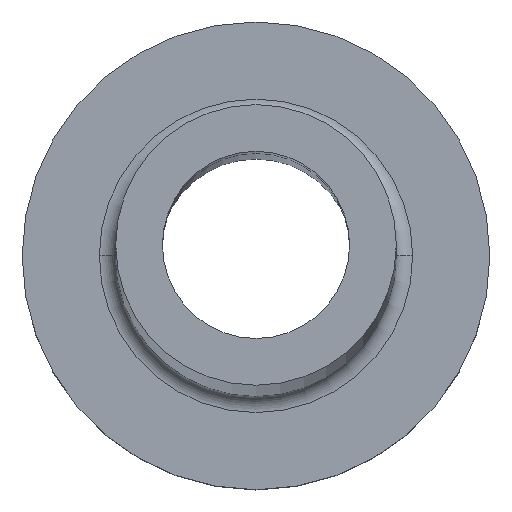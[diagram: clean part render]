
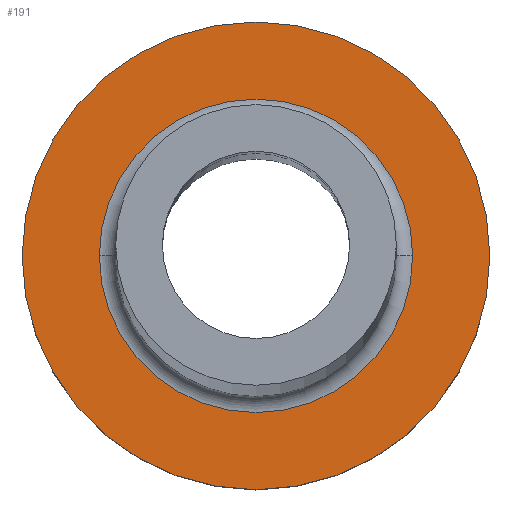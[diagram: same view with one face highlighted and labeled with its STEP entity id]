
A CAD part, top view. The second image highlights one B-rep face of the part: STEP entity #191.
In plain terms, the highlighted planar face has unit normal (0, 0, 1).
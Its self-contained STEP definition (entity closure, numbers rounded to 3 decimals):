
#10 = ORIENTED_EDGE ( 'NONE', *, *, #65, .T. ) ;
#25 = DIRECTION ( 'NONE',  ( 1., 0., 0. ) ) ;
#28 = EDGE_CURVE ( 'NONE', #338, #71, #201, .T. ) ;
#34 = DIRECTION ( 'NONE',  ( 0., 0., -1. ) ) ;
#43 = DIRECTION ( 'NONE',  ( 0., 0., 1. ) ) ;
#48 = FACE_OUTER_BOUND ( 'NONE', #298, .T. ) ;
#56 = ORIENTED_EDGE ( 'NONE', *, *, #166, .T. ) ;
#65 = EDGE_CURVE ( 'NONE', #107, #294, #128, .T. ) ;
#71 = VERTEX_POINT ( 'NONE', #448 ) ;
#78 = CARTESIAN_POINT ( 'NONE',  ( -10., 0., 7. ) ) ;
#97 = CARTESIAN_POINT ( 'NONE',  ( 0., 0., 7. ) ) ;
#103 = EDGE_CURVE ( 'NONE', #71, #338, #358, .T. ) ;
#107 = VERTEX_POINT ( 'NONE', #78 ) ;
#128 = CIRCLE ( 'NONE', #145, 10. ) ;
#129 = CIRCLE ( 'NONE', #301, 10. ) ;
#145 = AXIS2_PLACEMENT_3D ( 'NONE', #97, #228, #25 ) ;
#166 = EDGE_CURVE ( 'NONE', #294, #107, #129, .T. ) ;
#184 = CARTESIAN_POINT ( 'NONE',  ( 0., 0., 7. ) ) ;
#191 = ADVANCED_FACE ( 'NONE', ( #216, #48 ), #247, .T. ) ;
#201 = CIRCLE ( 'NONE', #225, 6.7 ) ;
#203 = CARTESIAN_POINT ( 'NONE',  ( 0., 0., 7. ) ) ;
#216 = FACE_BOUND ( 'NONE', #286, .T. ) ;
#225 = AXIS2_PLACEMENT_3D ( 'NONE', #297, #258, #423 ) ;
#228 = DIRECTION ( 'NONE',  ( 0., 0., 1. ) ) ;
#230 = AXIS2_PLACEMENT_3D ( 'NONE', #184, #402, #332 ) ;
#247 = PLANE ( 'NONE',  #230 ) ;
#258 = DIRECTION ( 'NONE',  ( 0., 0., -1. ) ) ;
#285 = CARTESIAN_POINT ( 'NONE',  ( 0., 0., 7. ) ) ;
#286 = EDGE_LOOP ( 'NONE', ( #379, #440 ) ) ;
#294 = VERTEX_POINT ( 'NONE', #454 ) ;
#297 = CARTESIAN_POINT ( 'NONE',  ( 0., 0., 7. ) ) ;
#298 = EDGE_LOOP ( 'NONE', ( #10, #56 ) ) ;
#301 = AXIS2_PLACEMENT_3D ( 'NONE', #285, #43, #414 ) ;
#308 = DIRECTION ( 'NONE',  ( 1., 0., 0. ) ) ;
#316 = AXIS2_PLACEMENT_3D ( 'NONE', #203, #34, #308 ) ;
#332 = DIRECTION ( 'NONE',  ( 1., 0., 0. ) ) ;
#338 = VERTEX_POINT ( 'NONE', #341 ) ;
#341 = CARTESIAN_POINT ( 'NONE',  ( -6.7, 0., 7. ) ) ;
#358 = CIRCLE ( 'NONE', #316, 6.7 ) ;
#379 = ORIENTED_EDGE ( 'NONE', *, *, #103, .T. ) ;
#402 = DIRECTION ( 'NONE',  ( 0., 0., 1. ) ) ;
#414 = DIRECTION ( 'NONE',  ( 1., 0., 0. ) ) ;
#423 = DIRECTION ( 'NONE',  ( 1., 0., 0. ) ) ;
#440 = ORIENTED_EDGE ( 'NONE', *, *, #28, .T. ) ;
#448 = CARTESIAN_POINT ( 'NONE',  ( 6.7, 0., 7. ) ) ;
#454 = CARTESIAN_POINT ( 'NONE',  ( 10., 0., 7. ) ) ;
